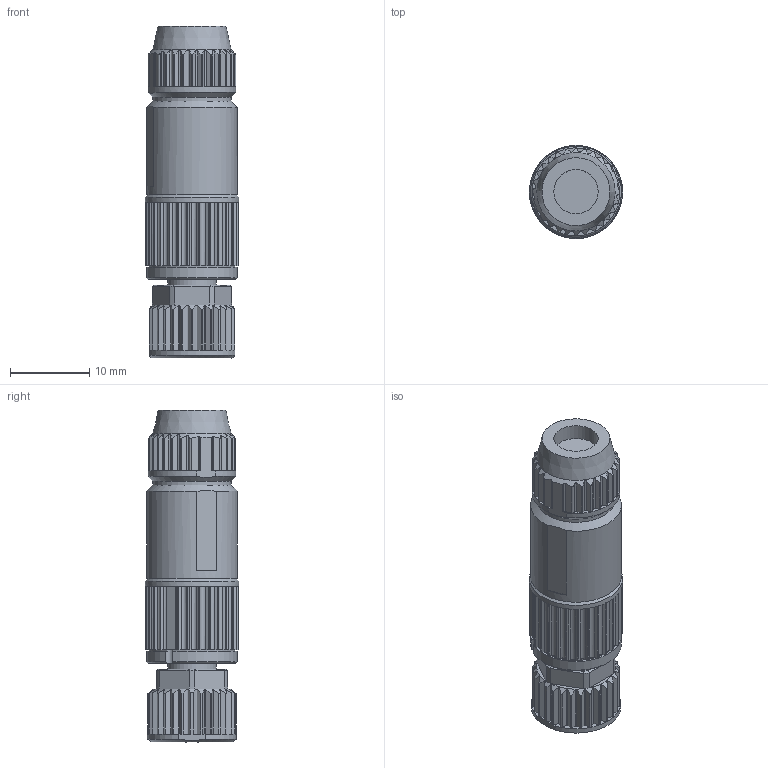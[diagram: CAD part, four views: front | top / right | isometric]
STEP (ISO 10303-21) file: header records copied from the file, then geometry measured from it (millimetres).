
FILE_DESCRIPTION(/* description */ (''),/* implementation_level */ '2;1');
FILE_NAME(/* name */ 'SKPC3S.stp',/* time_stamp */ '2016-12-09T09:42:16+01:00',/* author */ (''),/* organization */ (''),/* preprocessor_version */ 'ST-DEVELOPER v16',/* originating_system */ 'SIEMENS PLM Software NX 10.0',/* authorisation */ '');
FILE_SCHEMA (('AUTOMOTIVE_DESIGN { 1 0 10303 214 3 1 1 1 }'));
Length unit declared in the file: millimetre
Products named in the file (1): 100123949ugm000_a
Bounding box: 11.78 x 11.78 x 42 mm (x, y, z)
Volume: 3670.1 mm3; surface area: 2323.8 mm2
Topology: 1 solids, 1 shells, 493 faces, 1336 edges, 856 vertices
Faces by surface type: plane 290, cylinder 183, cone 18, torus 2
Full cylindrical faces by diameter (mm): 1.1 x3, 5.6 x1, 6.1 x1, 7.01 x1, 8.4 x1, 9.9 x1, 11.5 x1, 11.78 x1
Entity records: 17001 total; most frequent: CARTESIAN_POINT 4899, ORIENTED_EDGE 2610, DIRECTION 2511, EDGE_CURVE 1305, AXIS2_PLACEMENT_3D 953, VERTEX_POINT 847, LINE 605, VECTOR 605
